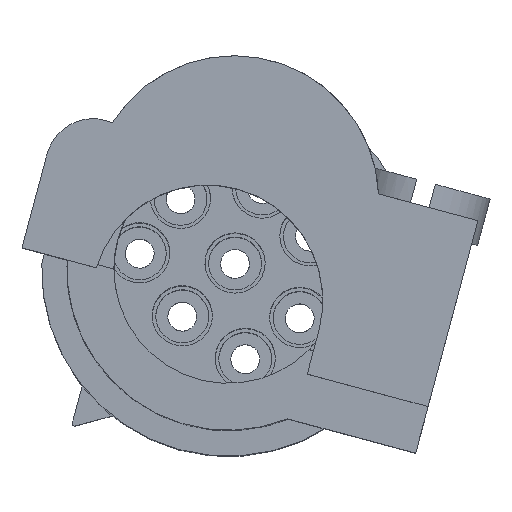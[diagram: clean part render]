
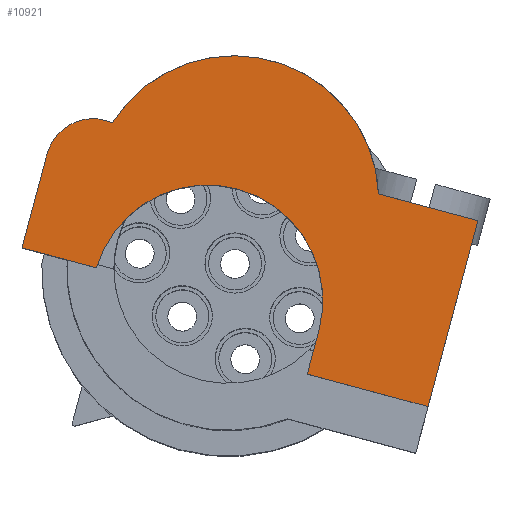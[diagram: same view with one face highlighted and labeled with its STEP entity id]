
A CAD part, top view. The second image highlights one B-rep face of the part: STEP entity #10921.
In plain terms, the highlighted planar face has unit normal (0, 0, 1).
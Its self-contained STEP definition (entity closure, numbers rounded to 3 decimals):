
#10071=AXIS2_PLACEMENT_3D('Circle Axis2P3D',#10069,#10070,$) ;
#10088=AXIS2_PLACEMENT_3D('Circle Axis2P3D',#10086,#10087,$) ;
#10837=AXIS2_PLACEMENT_3D('Circle Axis2P3D',#10835,#10836,$) ;
#10889=AXIS2_PLACEMENT_3D('Plane Axis2P3D',#10886,#10887,#10888) ;
#10905=AXIS2_PLACEMENT_3D('Circle Axis2P3D',#10903,#10904,$) ;
#10006=CARTESIAN_POINT('Vertex',(3.092,7.793,45.95)) ;
#10009=CARTESIAN_POINT('Line Origine',(1.546,8.207,45.95)) ;
#10013=CARTESIAN_POINT('Vertex',(0.,8.622,45.95)) ;
#10038=CARTESIAN_POINT('Line Origine',(0.498,10.479,45.95)) ;
#10042=CARTESIAN_POINT('Vertex',(0.995,12.336,45.95)) ;
#10066=CARTESIAN_POINT('Vertex',(1.033,12.507,45.95)) ;
#10069=CARTESIAN_POINT('Axis2P3D Location',(2.965,11.99,45.95)) ;
#10086=CARTESIAN_POINT('Axis2P3D Location',(2.965,11.99,45.95)) ;
#10090=CARTESIAN_POINT('Vertex',(3.202,13.975,45.95)) ;
#10138=CARTESIAN_POINT('Line Origine',(3.477,13.902,45.95)) ;
#10142=CARTESIAN_POINT('Vertex',(3.753,13.828,45.95)) ;
#10194=CARTESIAN_POINT('Vertex',(14.808,10.866,45.95)) ;
#10199=CARTESIAN_POINT('Line Origine',(16.874,10.312,45.95)) ;
#10203=CARTESIAN_POINT('Vertex',(18.94,9.759,45.95)) ;
#10299=CARTESIAN_POINT('Line Origine',(17.904,5.895,45.95)) ;
#10303=CARTESIAN_POINT('Vertex',(16.869,2.031,45.95)) ;
#10832=CARTESIAN_POINT('Vertex',(12.334,5.198,45.95)) ;
#10835=CARTESIAN_POINT('Axis2P3D Location',(7.697,6.436,45.95)) ;
#10886=CARTESIAN_POINT('Axis2P3D Location',(8.787,10.507,45.95)) ;
#10891=CARTESIAN_POINT('Line Origine',(12.09,4.287,45.95)) ;
#10895=CARTESIAN_POINT('Vertex',(11.846,3.377,45.95)) ;
#10898=CARTESIAN_POINT('Line Origine',(14.358,2.704,45.95)) ;
#10903=CARTESIAN_POINT('Axis2P3D Location',(8.813,10.604,45.95)) ;
#10010=DIRECTION('Vector Direction',(-0.966,0.259,0.)) ;
#10039=DIRECTION('Vector Direction',(0.259,0.966,0.)) ;
#10070=DIRECTION('Axis2P3D Direction',(0.,0.,-1.)) ;
#10087=DIRECTION('Axis2P3D Direction',(0.,0.,-1.)) ;
#10139=DIRECTION('Vector Direction',(-0.966,0.259,0.)) ;
#10200=DIRECTION('Vector Direction',(0.966,-0.259,0.)) ;
#10300=DIRECTION('Vector Direction',(-0.259,-0.966,0.)) ;
#10836=DIRECTION('Axis2P3D Direction',(0.,0.,-1.)) ;
#10887=DIRECTION('Axis2P3D Direction',(0.,0.,-1.)) ;
#10888=DIRECTION('Axis2P3D XDirection',(-0.966,0.259,0.)) ;
#10892=DIRECTION('Vector Direction',(0.259,0.966,0.)) ;
#10899=DIRECTION('Vector Direction',(-0.966,0.259,0.)) ;
#10904=DIRECTION('Axis2P3D Direction',(0.,0.,-1.)) ;
#10011=VECTOR('Line Direction',#10010,1.) ;
#10040=VECTOR('Line Direction',#10039,1.) ;
#10140=VECTOR('Line Direction',#10139,1.) ;
#10201=VECTOR('Line Direction',#10200,1.) ;
#10301=VECTOR('Line Direction',#10300,1.) ;
#10893=VECTOR('Line Direction',#10892,1.) ;
#10900=VECTOR('Line Direction',#10899,1.) ;
#10909=ORIENTED_EDGE('',*,*,#10092,.F.) ;
#10910=ORIENTED_EDGE('',*,*,#10073,.F.) ;
#10911=ORIENTED_EDGE('',*,*,#10044,.F.) ;
#10912=ORIENTED_EDGE('',*,*,#10015,.F.) ;
#10913=ORIENTED_EDGE('',*,*,#10839,.T.) ;
#10914=ORIENTED_EDGE('',*,*,#10897,.F.) ;
#10915=ORIENTED_EDGE('',*,*,#10902,.F.) ;
#10916=ORIENTED_EDGE('',*,*,#10305,.F.) ;
#10917=ORIENTED_EDGE('',*,*,#10205,.F.) ;
#10918=ORIENTED_EDGE('',*,*,#10907,.F.) ;
#10919=ORIENTED_EDGE('',*,*,#10144,.T.) ;
#10921=ADVANCED_FACE('Hauptkoerper',(#10920),#10890,.F.) ;
#10072=CIRCLE('generated circle',#10071,2.) ;
#10089=CIRCLE('generated circle',#10088,2.) ;
#10838=CIRCLE('generated circle',#10837,4.8) ;
#10906=CIRCLE('generated circle',#10905,6.) ;
#10015=EDGE_CURVE('',#10007,#10014,#10012,.T.) ;
#10044=EDGE_CURVE('',#10014,#10043,#10041,.T.) ;
#10073=EDGE_CURVE('',#10043,#10067,#10072,.T.) ;
#10092=EDGE_CURVE('',#10067,#10091,#10089,.T.) ;
#10144=EDGE_CURVE('',#10143,#10091,#10141,.T.) ;
#10205=EDGE_CURVE('',#10195,#10204,#10202,.T.) ;
#10305=EDGE_CURVE('',#10204,#10304,#10302,.T.) ;
#10839=EDGE_CURVE('',#10007,#10833,#10838,.T.) ;
#10897=EDGE_CURVE('',#10896,#10833,#10894,.T.) ;
#10902=EDGE_CURVE('',#10304,#10896,#10901,.T.) ;
#10907=EDGE_CURVE('',#10143,#10195,#10906,.T.) ;
#10908=EDGE_LOOP('',(#10909,#10910,#10911,#10912,#10913,#10914,#10915,#10916,#10917,#10918,#10919)) ;
#10920=FACE_OUTER_BOUND('',#10908,.T.) ;
#10012=LINE('Line',#10009,#10011) ;
#10041=LINE('Line',#10038,#10040) ;
#10141=LINE('Line',#10138,#10140) ;
#10202=LINE('Line',#10199,#10201) ;
#10302=LINE('Line',#10299,#10301) ;
#10894=LINE('Line',#10891,#10893) ;
#10901=LINE('Line',#10898,#10900) ;
#10890=PLANE('',#10889) ;
#10007=VERTEX_POINT('',#10006) ;
#10014=VERTEX_POINT('',#10013) ;
#10043=VERTEX_POINT('',#10042) ;
#10067=VERTEX_POINT('',#10066) ;
#10091=VERTEX_POINT('',#10090) ;
#10143=VERTEX_POINT('',#10142) ;
#10195=VERTEX_POINT('',#10194) ;
#10204=VERTEX_POINT('',#10203) ;
#10304=VERTEX_POINT('',#10303) ;
#10833=VERTEX_POINT('',#10832) ;
#10896=VERTEX_POINT('',#10895) ;
